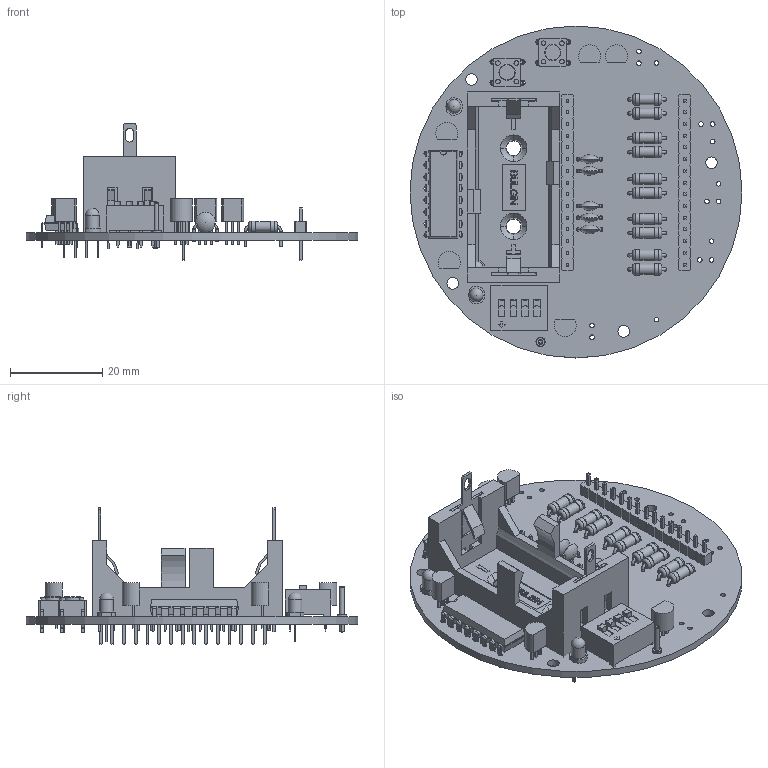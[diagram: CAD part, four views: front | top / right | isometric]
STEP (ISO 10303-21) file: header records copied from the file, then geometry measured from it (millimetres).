
FILE_DESCRIPTION(('FreeCAD Model'),'2;1');
FILE_NAME('Open CASCADE Shape Model','2022-03-23T10:28:03',('Author'),( ''),'Open CASCADE STEP processor 7.5','FreeCAD','Unknown');
FILE_SCHEMA(('AUTOMOTIVE_DESIGN { 1 0 10303 214 1 1 1 1 }'));
Length unit declared in the file: millimetre
Products named in the file (19): 220317_modb; Board_Geoms_7ca0; Pcb_7ca0; Step_Models_7ca0; Top_7ca0; U1_PinHeader_1x15_P254mm_Vertical_6.2355e+25[3]; BT1_bx0123_1_6238C6A6; SOLID; SOLID001; SOLID002; SW3_SW_PUSH_6mm_h4.3mm_6238ABC3; SW3_SW_PUSH_6mm_6238ABC3[2]; SW2_SW_DIP_SPSTx04_Slide_978x1234mm_W762mm_P254mm_6238ABA4; D2_LED_D3.0mm_6238A6D8; U2_DIP-16_W7.62mm_62353499; TP1_Pin_d1.0mm_L10.0mm_62353422; R10_R_Axial_DIN0207_L63mm_D25mm_P762mm_Horizontal_6235CCF7; Q5_TO-92_Inline_Narrow_62353332; C5_C_Disc_D43mm_W19mm_P500mm_623531F7
Assembly tree (61 placements, depth 5):
  220317_modb
    Board_Geoms_7ca0
      Pcb_7ca0
    Step_Models_7ca0
      Top_7ca0
        U1_PinHeader_1x15_P254mm_Vertical_6.2355e+25[3]  x2
        BT1_bx0123_1_6238C6A6
          SOLID
          SOLID001
          SOLID002
        SW3_SW_PUSH_6mm_h4.3mm_6238ABC3  x2
        SW3_SW_PUSH_6mm_6238ABC3[2]  x2
        SW2_SW_DIP_SPSTx04_Slide_978x1234mm_W762mm_P254mm_6238ABA4
        D2_LED_D3.0mm_6238A6D8  x3
        U2_DIP-16_W7.62mm_62353499  x2
        TP1_Pin_d1.0mm_L10.0mm_62353422
        R10_R_Axial_DIN0207_L63mm_D25mm_P762mm_Horizontal_6235CCF7  x20
        Q5_TO-92_Inline_Narrow_62353332  x10
        C5_C_Disc_D43mm_W19mm_P500mm_623531F7  x10
Bounding box: 72 x 72 x 29.7 mm (x, y, z)
Volume: 14383 mm3; surface area: 21565.9 mm2
Topology: 57 solids, 57 shells, 2970 faces, 7365 edges, 4702 vertices
Faces by surface type: plane 2238, cylinder 538, torus 87, bspline 56, sphere 23, revolution 20, cone 8
Full cylindrical faces by diameter (mm): 0.5 x40, 0.6 x40, 0.75 x15, 0.762 x30, 0.8 x54, 0.9 x4, 1 x33, 1.1 x8, 1.6 x2, 2 x1, 2.25 x20, 2.5 x44, 3 x3, 3.2 x2, 3.5 x4, 72 x1
Entity records: 56214 total; most frequent: CARTESIAN_POINT 9214, ORIENTED_EDGE 8096, DIRECTION 7755, EDGE_CURVE 4048, LINE 3425, VECTOR 3425, VERTEX_POINT 2610, AXIS2_PLACEMENT_3D 2164
